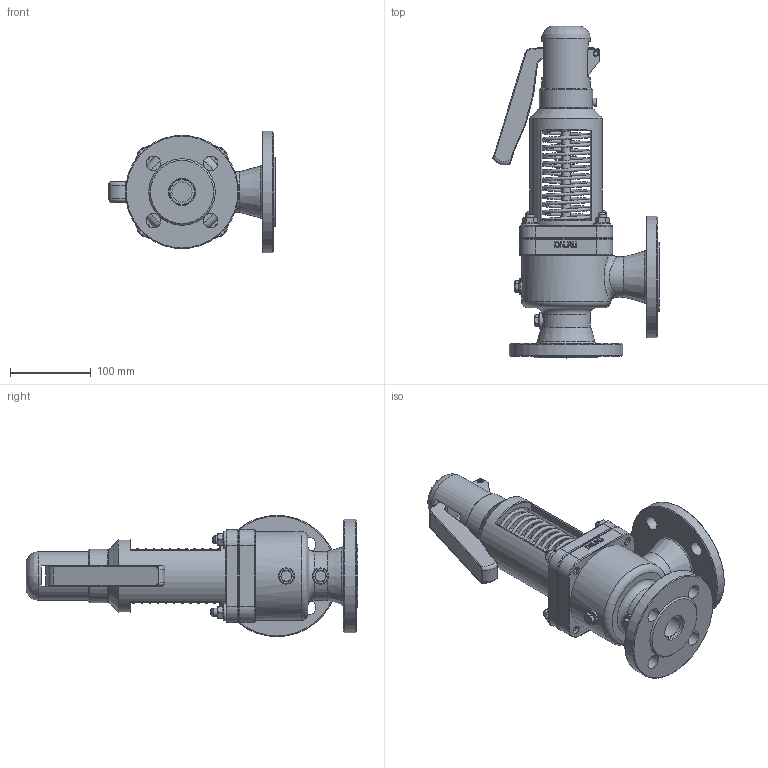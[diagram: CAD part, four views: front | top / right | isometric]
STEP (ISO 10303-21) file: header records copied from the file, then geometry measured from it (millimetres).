
FILE_DESCRIPTION(/* description */ (''),/* implementation_level */ '2;1');
FILE_NAME(/* name */ 'DN32_3D_STEP.stp',/* time_stamp */ '2023-12-21T09:50:21+03:00',/* author */ ('igorr'),/* organization */ (''),/* preprocessor_version */ 'ST-DEVELOPER v19.2',/* originating_system */ 'Autodesk Inventor 2023',/* authorisation */ '');
FILE_SCHEMA (('AUTOMOTIVE_DESIGN { 1 0 10303 214 3 1 1 }'));
Length unit declared in the file: millimetre
Products named in the file (9): Сборка; Деталь1; Деталь2; Деталь3; Деталь4; Деталь5; AS 1110 - M8 x 12; AS 1421 - M10 x 50 засверленный 
конец; DIN 6923 - M10
Assembly tree (15 placements, depth 2):
  Сборка
    Деталь1
    Деталь2
    Деталь3
    Деталь4
    Деталь5
    AS 1110 - M8 x 12  x2
    AS 1421 - M10 x 50 засверленный 
конец  x4
    DIN 6923 - M10  x4
Bounding box: 205.36 x 410 x 150 mm (x, y, z)
Volume: 1921871.7 mm3; surface area: 394740.9 mm2
Topology: 15 solids, 15 shells, 538 faces, 1269 edges, 797 vertices
Faces by surface type: plane 244, cylinder 126, cone 79, torus 50, bspline 39
Full cylindrical faces by diameter (mm): 5 x3, 7 x2, 8 x2, 8.376 x4, 10 x20, 13 x2, 18 x8, 20 x5, 25 x1, 30 x1, 30.045 x1, 32 x1, 35 x1, 40 x1, 45 x2, 50 x2, 55 x2, 60 x3, 65 x1, 66 x1, 75 x1, 90 x1, 112 x1, 140 x1, 150 x1
Entity records: 16209 total; most frequent: CARTESIAN_POINT 6186, DIRECTION 1951, ORIENTED_EDGE 1900, EDGE_CURVE 950, AXIS2_PLACEMENT_3D 775, VERTEX_POINT 605, EDGE_LOOP 493, FACE_OUTER_BOUND 403
